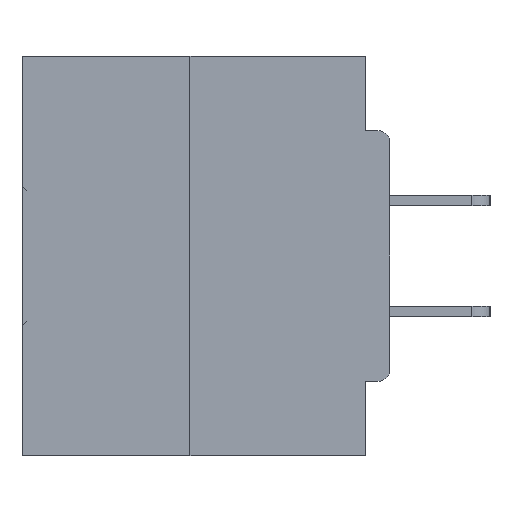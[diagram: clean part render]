
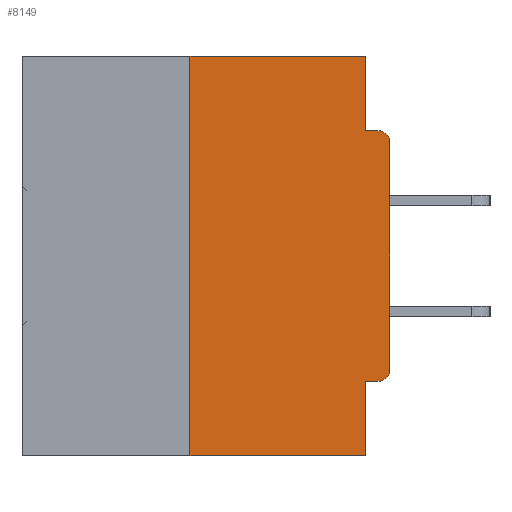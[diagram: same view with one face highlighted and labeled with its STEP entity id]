
A CAD part, left-side view. The second image highlights one B-rep face of the part: STEP entity #8149.
In plain terms, the highlighted planar face has unit normal (-1, 0, 0).
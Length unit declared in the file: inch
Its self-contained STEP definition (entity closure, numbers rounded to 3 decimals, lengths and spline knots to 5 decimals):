
#139 = EDGE_CURVE ( 'NONE', #39022, #2217, #34077, .T. ) ;
#2217 = VERTEX_POINT ( 'NONE', #8686 ) ;
#2803 = DIRECTION ( 'NONE',  ( 0., -1., 0. ) ) ;
#2914 = EDGE_CURVE ( 'NONE', #16222, #40053, #17074, .T. ) ;
#2982 = VERTEX_POINT ( 'NONE', #24584 ) ;
#3202 = LINE ( 'NONE', #13859, #24590 ) ;
#3758 = CARTESIAN_POINT ( 'NONE',  ( 0., 0.031, -0.0935 ) ) ;
#4696 = VECTOR ( 'NONE', #34864, 39.37008 ) ;
#5126 = LINE ( 'NONE', #8895, #28184 ) ;
#5670 = DIRECTION ( 'NONE',  ( 1., 0., 0. ) ) ;
#6968 = CARTESIAN_POINT ( 'NONE',  ( 0., 0., -0.4065 ) ) ;
#7169 = VERTEX_POINT ( 'NONE', #3758 ) ;
#7871 = ORIENTED_EDGE ( 'NONE', *, *, #39908, .F. ) ;
#8149 = ADVANCED_FACE ( 'NONE', ( #42547 ), #22601, .F. ) ;
#8493 = DIRECTION ( 'NONE',  ( 0., 0., -1. ) ) ;
#8641 = VERTEX_POINT ( 'NONE', #22310 ) ;
#8686 = CARTESIAN_POINT ( 'NONE',  ( 0., 0.031, -0.4065 ) ) ;
#8895 = CARTESIAN_POINT ( 'NONE',  ( 0., 0.031, 0. ) ) ;
#9123 = AXIS2_PLACEMENT_3D ( 'NONE', #24966, #25404, #8493 ) ;
#9296 = ORIENTED_EDGE ( 'NONE', *, *, #10638, .F. ) ;
#10281 = DIRECTION ( 'NONE',  ( 0., 1., 0. ) ) ;
#10298 = VECTOR ( 'NONE', #12407, 39.37008 ) ;
#10441 = CARTESIAN_POINT ( 'NONE',  ( 0., 0., -0.0935 ) ) ;
#10638 = EDGE_CURVE ( 'NONE', #7169, #40053, #38195, .T. ) ;
#11511 = CARTESIAN_POINT ( 'NONE',  ( 0., 0.25, 0. ) ) ;
#12407 = DIRECTION ( 'NONE',  ( 0., 0., 1. ) ) ;
#12512 = DIRECTION ( 'NONE',  ( 0., 0., 1. ) ) ;
#13859 = CARTESIAN_POINT ( 'NONE',  ( 0., 0.46, -0.5 ) ) ;
#14234 = EDGE_CURVE ( 'NONE', #2982, #28814, #22669, .T. ) ;
#14530 = VECTOR ( 'NONE', #25163, 39.37008 ) ;
#15009 = DIRECTION ( 'NONE',  ( 0., 0., -1. ) ) ;
#16222 = VERTEX_POINT ( 'NONE', #26593 ) ;
#17074 = CIRCLE ( 'NONE', #24882, 0.015 ) ;
#17960 = CARTESIAN_POINT ( 'NONE',  ( 0., 0.015, -0.4065 ) ) ;
#19106 = ORIENTED_EDGE ( 'NONE', *, *, #139, .F. ) ;
#19686 = LINE ( 'NONE', #30117, #26580 ) ;
#20713 = ORIENTED_EDGE ( 'NONE', *, *, #23109, .T. ) ;
#21339 = EDGE_CURVE ( 'NONE', #30410, #16222, #32062, .T. ) ;
#21934 = CARTESIAN_POINT ( 'NONE',  ( 0., 0.46, 0. ) ) ;
#22108 = EDGE_LOOP ( 'NONE', ( #42791, #23587, #42152, #7871, #19106, #20713, #36301, #27069, #9296, #26700 ) ) ;
#22310 = CARTESIAN_POINT ( 'NONE',  ( 0., 0.031, 0. ) ) ;
#22601 = PLANE ( 'NONE',  #30717 ) ;
#22669 = LINE ( 'NONE', #32178, #10298 ) ;
#22728 = DIRECTION ( 'NONE',  ( 0., 0., -1. ) ) ;
#22967 = CARTESIAN_POINT ( 'NONE',  ( 0., 0.015, -0.0935 ) ) ;
#23109 = EDGE_CURVE ( 'NONE', #39022, #30410, #28984, .T. ) ;
#23587 = ORIENTED_EDGE ( 'NONE', *, *, #14234, .F. ) ;
#24584 = CARTESIAN_POINT ( 'NONE',  ( 0., 0.25, -0.5 ) ) ;
#24590 = VECTOR ( 'NONE', #30745, 39.37008 ) ;
#24767 = LINE ( 'NONE', #38276, #14530 ) ;
#24882 = AXIS2_PLACEMENT_3D ( 'NONE', #30161, #37675, #34343 ) ;
#24966 = CARTESIAN_POINT ( 'NONE',  ( 0., 0.015, -0.3915 ) ) ;
#25163 = DIRECTION ( 'NONE',  ( 0., 0., -1. ) ) ;
#25404 = DIRECTION ( 'NONE',  ( -1., 0., 0. ) ) ;
#26084 = CARTESIAN_POINT ( 'NONE',  ( 0., 0., 0. ) ) ;
#26580 = VECTOR ( 'NONE', #2803, 39.37008 ) ;
#26593 = CARTESIAN_POINT ( 'NONE',  ( 0., 0., -0.1085 ) ) ;
#26700 = ORIENTED_EDGE ( 'NONE', *, *, #43870, .F. ) ;
#27069 = ORIENTED_EDGE ( 'NONE', *, *, #2914, .T. ) ;
#28073 = EDGE_CURVE ( 'NONE', #2982, #33427, #3202, .T. ) ;
#28184 = VECTOR ( 'NONE', #22728, 39.37008 ) ;
#28422 = CARTESIAN_POINT ( 'NONE',  ( 0., 0., -0.3915 ) ) ;
#28814 = VERTEX_POINT ( 'NONE', #11511 ) ;
#28984 = CIRCLE ( 'NONE', #9123, 0.015 ) ;
#30117 = CARTESIAN_POINT ( 'NONE',  ( 0., 0.46, 0. ) ) ;
#30161 = CARTESIAN_POINT ( 'NONE',  ( 0., 0.015, -0.1085 ) ) ;
#30410 = VERTEX_POINT ( 'NONE', #28422 ) ;
#30717 = AXIS2_PLACEMENT_3D ( 'NONE', #21934, #5670, #15009 ) ;
#30745 = DIRECTION ( 'NONE',  ( 0., -1., 0. ) ) ;
#32062 = LINE ( 'NONE', #26084, #38773 ) ;
#32178 = CARTESIAN_POINT ( 'NONE',  ( 0., 0.25, 0. ) ) ;
#33427 = VERTEX_POINT ( 'NONE', #33763 ) ;
#33763 = CARTESIAN_POINT ( 'NONE',  ( 0., 0.031, -0.5 ) ) ;
#34077 = LINE ( 'NONE', #6968, #35543 ) ;
#34343 = DIRECTION ( 'NONE',  ( 0., 0., -1. ) ) ;
#34864 = DIRECTION ( 'NONE',  ( 0., -1., 0. ) ) ;
#35543 = VECTOR ( 'NONE', #10281, 39.37008 ) ;
#36301 = ORIENTED_EDGE ( 'NONE', *, *, #21339, .T. ) ;
#37675 = DIRECTION ( 'NONE',  ( -1., 0., 0. ) ) ;
#38195 = LINE ( 'NONE', #10441, #4696 ) ;
#38276 = CARTESIAN_POINT ( 'NONE',  ( 0., 0.031, -0.5 ) ) ;
#38773 = VECTOR ( 'NONE', #12512, 39.37008 ) ;
#39022 = VERTEX_POINT ( 'NONE', #17960 ) ;
#39613 = EDGE_CURVE ( 'NONE', #28814, #8641, #19686, .T. ) ;
#39908 = EDGE_CURVE ( 'NONE', #2217, #33427, #24767, .T. ) ;
#40053 = VERTEX_POINT ( 'NONE', #22967 ) ;
#42152 = ORIENTED_EDGE ( 'NONE', *, *, #28073, .T. ) ;
#42547 = FACE_OUTER_BOUND ( 'NONE', #22108, .T. ) ;
#42791 = ORIENTED_EDGE ( 'NONE', *, *, #39613, .F. ) ;
#43870 = EDGE_CURVE ( 'NONE', #8641, #7169, #5126, .T. ) ;
